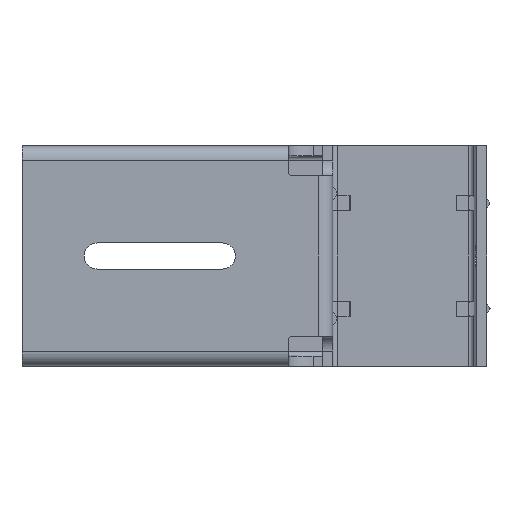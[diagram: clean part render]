
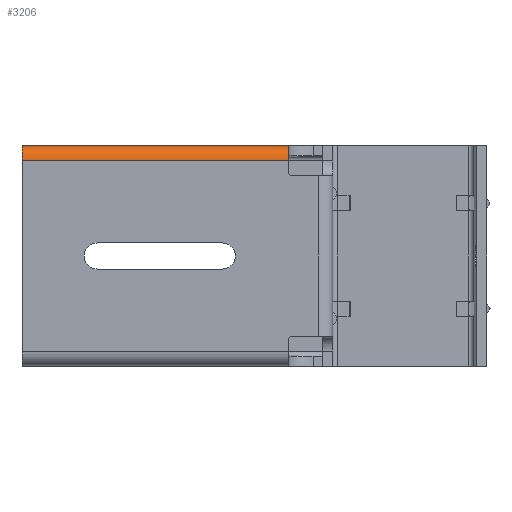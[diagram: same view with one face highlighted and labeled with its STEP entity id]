
A CAD part, front view. The second image highlights one B-rep face of the part: STEP entity #3206.
In plain terms, the highlighted cylindrical face has radius 2.9 mm (diameter 5.8 mm), a partial arc.
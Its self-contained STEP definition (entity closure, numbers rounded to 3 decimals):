
#2026 = VERTEX_POINT('',#2027);
#2027 = CARTESIAN_POINT('',(53.1,0.,19.1));
#2036 = PLANE('',#2037);
#2037 = AXIS2_PLACEMENT_3D('',#2038,#2039,#2040);
#2038 = CARTESIAN_POINT('',(53.1,3.439,23.));
#2039 = DIRECTION('',(1.,0.,0.));
#2040 = DIRECTION('',(0.,0.,-1.));
#2048 = PLANE('',#2049);
#2049 = AXIS2_PLACEMENT_3D('',#2050,#2051,#2052);
#2050 = CARTESIAN_POINT('',(59.98,0.,19.1));
#2051 = DIRECTION('',(0.,1.,0.));
#2052 = DIRECTION('',(0.,-0.,1.));
#2202 = VERTEX_POINT('',#2203);
#2203 = CARTESIAN_POINT('',(53.1,2.9,22.));
#2217 = PLANE('',#2218);
#2218 = AXIS2_PLACEMENT_3D('',#2219,#2220,#2221);
#2219 = CARTESIAN_POINT('',(59.98,41.1,22.));
#2220 = DIRECTION('',(0.,0.,-1.));
#2221 = DIRECTION('',(-1.,0.,0.));
#2229 = EDGE_CURVE('',#2202,#2026,#2230,.T.);
#2230 = SURFACE_CURVE('',#2231,(#2236,#2243),.PCURVE_S1.);
#2231 = CIRCLE('',#2232,2.9);
#2232 = AXIS2_PLACEMENT_3D('',#2233,#2234,#2235);
#2233 = CARTESIAN_POINT('',(53.1,2.9,19.1));
#2234 = DIRECTION('',(1.,0.,0.));
#2235 = DIRECTION('',(0.,0.,-1.));
#2236 = PCURVE('',#2036,#2237);
#2237 = DEFINITIONAL_REPRESENTATION('',(#2238),#2242);
#2238 = CIRCLE('',#2239,2.9);
#2239 = AXIS2_PLACEMENT_2D('',#2240,#2241);
#2240 = CARTESIAN_POINT('',(3.9,-0.539));
#2241 = DIRECTION('',(1.,0.));
#2242 = ( GEOMETRIC_REPRESENTATION_CONTEXT(2) 
PARAMETRIC_REPRESENTATION_CONTEXT() REPRESENTATION_CONTEXT('2D SPACE',''
  ) );
#2243 = PCURVE('',#2244,#2249);
#2244 = CYLINDRICAL_SURFACE('',#2245,2.9);
#2245 = AXIS2_PLACEMENT_3D('',#2246,#2247,#2248);
#2246 = CARTESIAN_POINT('',(59.98,2.9,19.1));
#2247 = DIRECTION('',(-1.,0.,0.));
#2248 = DIRECTION('',(0.,0.,1.));
#2249 = DEFINITIONAL_REPRESENTATION('',(#2250),#2254);
#2250 = LINE('',#2251,#2252);
#2251 = CARTESIAN_POINT('',(9.425,6.88));
#2252 = VECTOR('',#2253,1.);
#2253 = DIRECTION('',(-1.,0.));
#2254 = ( GEOMETRIC_REPRESENTATION_CONTEXT(2) 
PARAMETRIC_REPRESENTATION_CONTEXT() REPRESENTATION_CONTEXT('2D SPACE',''
  ) );
#3159 = VERTEX_POINT('',#3160);
#3160 = CARTESIAN_POINT('',(0.,2.9,22.));
#3174 = PLANE('',#3175);
#3175 = AXIS2_PLACEMENT_3D('',#3176,#3177,#3178);
#3176 = CARTESIAN_POINT('',(0.,2.9,19.1));
#3177 = DIRECTION('',(1.,0.,0.));
#3178 = DIRECTION('',(0.,0.,-1.));
#3186 = EDGE_CURVE('',#2202,#3159,#3187,.T.);
#3187 = SURFACE_CURVE('',#3188,(#3192,#3199),.PCURVE_S1.);
#3188 = LINE('',#3189,#3190);
#3189 = CARTESIAN_POINT('',(59.98,2.9,22.));
#3190 = VECTOR('',#3191,1.);
#3191 = DIRECTION('',(-1.,0.,0.));
#3192 = PCURVE('',#2217,#3193);
#3193 = DEFINITIONAL_REPRESENTATION('',(#3194),#3198);
#3194 = LINE('',#3195,#3196);
#3195 = CARTESIAN_POINT('',(0.,-38.2));
#3196 = VECTOR('',#3197,1.);
#3197 = DIRECTION('',(1.,0.));
#3198 = ( GEOMETRIC_REPRESENTATION_CONTEXT(2) 
PARAMETRIC_REPRESENTATION_CONTEXT() REPRESENTATION_CONTEXT('2D SPACE',''
  ) );
#3199 = PCURVE('',#2244,#3200);
#3200 = DEFINITIONAL_REPRESENTATION('',(#3201),#3205);
#3201 = LINE('',#3202,#3203);
#3202 = CARTESIAN_POINT('',(6.283,0.));
#3203 = VECTOR('',#3204,1.);
#3204 = DIRECTION('',(0.,1.));
#3205 = ( GEOMETRIC_REPRESENTATION_CONTEXT(2) 
PARAMETRIC_REPRESENTATION_CONTEXT() REPRESENTATION_CONTEXT('2D SPACE',''
  ) );
#3206 = ADVANCED_FACE('',(#3207),#2244,.T.);
#3207 = FACE_BOUND('',#3208,.T.);
#3208 = EDGE_LOOP('',(#3209,#3210,#3211,#3235));
#3209 = ORIENTED_EDGE('',*,*,#2229,.F.);
#3210 = ORIENTED_EDGE('',*,*,#3186,.T.);
#3211 = ORIENTED_EDGE('',*,*,#3212,.T.);
#3212 = EDGE_CURVE('',#3159,#3213,#3215,.T.);
#3213 = VERTEX_POINT('',#3214);
#3214 = CARTESIAN_POINT('',(0.,0.,19.1));
#3215 = SURFACE_CURVE('',#3216,(#3221,#3228),.PCURVE_S1.);
#3216 = CIRCLE('',#3217,2.9);
#3217 = AXIS2_PLACEMENT_3D('',#3218,#3219,#3220);
#3218 = CARTESIAN_POINT('',(0.,2.9,19.1));
#3219 = DIRECTION('',(1.,0.,0.));
#3220 = DIRECTION('',(0.,0.,-1.));
#3221 = PCURVE('',#2244,#3222);
#3222 = DEFINITIONAL_REPRESENTATION('',(#3223),#3227);
#3223 = LINE('',#3224,#3225);
#3224 = CARTESIAN_POINT('',(9.425,59.98));
#3225 = VECTOR('',#3226,1.);
#3226 = DIRECTION('',(-1.,0.));
#3227 = ( GEOMETRIC_REPRESENTATION_CONTEXT(2) 
PARAMETRIC_REPRESENTATION_CONTEXT() REPRESENTATION_CONTEXT('2D SPACE',''
  ) );
#3228 = PCURVE('',#3174,#3229);
#3229 = DEFINITIONAL_REPRESENTATION('',(#3230),#3234);
#3230 = CIRCLE('',#3231,2.9);
#3231 = AXIS2_PLACEMENT_2D('',#3232,#3233);
#3232 = CARTESIAN_POINT('',(0.,0.));
#3233 = DIRECTION('',(1.,0.));
#3234 = ( GEOMETRIC_REPRESENTATION_CONTEXT(2) 
PARAMETRIC_REPRESENTATION_CONTEXT() REPRESENTATION_CONTEXT('2D SPACE',''
  ) );
#3235 = ORIENTED_EDGE('',*,*,#3236,.F.);
#3236 = EDGE_CURVE('',#2026,#3213,#3237,.T.);
#3237 = SURFACE_CURVE('',#3238,(#3242,#3249),.PCURVE_S1.);
#3238 = LINE('',#3239,#3240);
#3239 = CARTESIAN_POINT('',(59.98,0.,19.1));
#3240 = VECTOR('',#3241,1.);
#3241 = DIRECTION('',(-1.,0.,0.));
#3242 = PCURVE('',#2244,#3243);
#3243 = DEFINITIONAL_REPRESENTATION('',(#3244),#3248);
#3244 = LINE('',#3245,#3246);
#3245 = CARTESIAN_POINT('',(4.712,0.));
#3246 = VECTOR('',#3247,1.);
#3247 = DIRECTION('',(0.,1.));
#3248 = ( GEOMETRIC_REPRESENTATION_CONTEXT(2) 
PARAMETRIC_REPRESENTATION_CONTEXT() REPRESENTATION_CONTEXT('2D SPACE',''
  ) );
#3249 = PCURVE('',#2048,#3250);
#3250 = DEFINITIONAL_REPRESENTATION('',(#3251),#3255);
#3251 = LINE('',#3252,#3253);
#3252 = CARTESIAN_POINT('',(0.,0.));
#3253 = VECTOR('',#3254,1.);
#3254 = DIRECTION('',(0.,-1.));
#3255 = ( GEOMETRIC_REPRESENTATION_CONTEXT(2) 
PARAMETRIC_REPRESENTATION_CONTEXT() REPRESENTATION_CONTEXT('2D SPACE',''
  ) );
